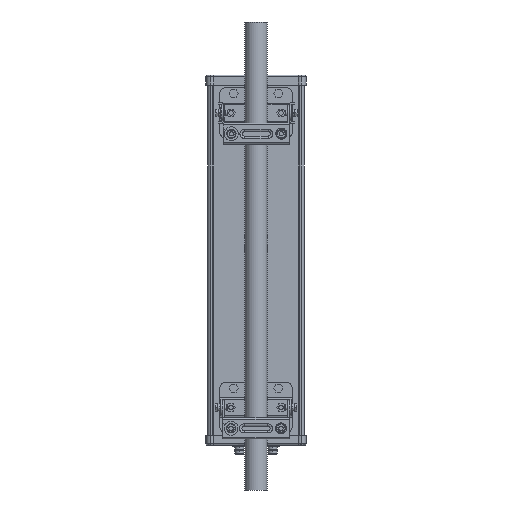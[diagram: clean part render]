
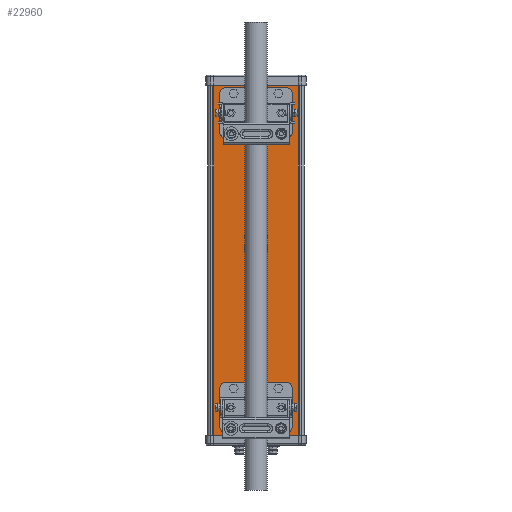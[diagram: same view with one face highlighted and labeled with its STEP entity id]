
A CAD part, front view. The second image highlights one B-rep face of the part: STEP entity #22960.
In plain terms, the highlighted planar face has unit normal (0, -1, 0).
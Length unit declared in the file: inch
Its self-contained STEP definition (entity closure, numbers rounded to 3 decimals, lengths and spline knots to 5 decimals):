
#3419 = DIRECTION ( 'NONE',  ( 0., 0., 1. ) ) ;
#3562 = FACE_OUTER_BOUND ( 'NONE', #21520, .T. ) ;
#6354 = PLANE ( 'NONE',  #28290 ) ;
#6548 = CARTESIAN_POINT ( 'NONE',  ( -2.9909, -1.56567, 32.67717 ) ) ;
#6754 = CARTESIAN_POINT ( 'NONE',  ( 2.9909, -1.56567, 6.69291 ) ) ;
#7606 = EDGE_CURVE ( 'NONE', #17028, #22618, #29626, .T. ) ;
#9422 = DIRECTION ( 'NONE',  ( 0., 0., -1. ) ) ;
#9680 = LINE ( 'NONE', #34789, #36996 ) ;
#10117 = VECTOR ( 'NONE', #3419, 39.37008 ) ;
#12372 = CARTESIAN_POINT ( 'NONE',  ( -2.9909, -1.56567, 32.67717 ) ) ;
#12675 = DIRECTION ( 'NONE',  ( 1., 0., 0. ) ) ;
#12780 = CARTESIAN_POINT ( 'NONE',  ( 2.9909, -1.56567, 32.67717 ) ) ;
#12960 = ORIENTED_EDGE ( 'NONE', *, *, #7606, .F. ) ;
#13063 = VECTOR ( 'NONE', #21022, 39.37008 ) ;
#15512 = DIRECTION ( 'NONE',  ( 0., 1., 0. ) ) ;
#15692 = DIRECTION ( 'NONE',  ( -1., 0., 0. ) ) ;
#17028 = VERTEX_POINT ( 'NONE', #32972 ) ;
#17801 = EDGE_CURVE ( 'NONE', #20922, #17028, #9680, .T. ) ;
#18673 = EDGE_CURVE ( 'NONE', #22618, #26126, #29076, .T. ) ;
#19230 = CARTESIAN_POINT ( 'NONE',  ( -2.9909, -1.56567, 6.69291 ) ) ;
#20922 = VERTEX_POINT ( 'NONE', #25600 ) ;
#21022 = DIRECTION ( 'NONE',  ( -1., 0., 0. ) ) ;
#21520 = EDGE_LOOP ( 'NONE', ( #12960, #29977, #32055, #36788 ) ) ;
#22618 = VERTEX_POINT ( 'NONE', #6754 ) ;
#22960 = ADVANCED_FACE ( 'NONE', ( #3562 ), #6354, .F. ) ;
#23290 = CARTESIAN_POINT ( 'NONE',  ( -2.9909, -1.56567, 6.69291 ) ) ;
#23581 = VECTOR ( 'NONE', #9422, 39.37008 ) ;
#25600 = CARTESIAN_POINT ( 'NONE',  ( -2.9909, -1.56567, 32.67717 ) ) ;
#26126 = VERTEX_POINT ( 'NONE', #19230 ) ;
#28290 = AXIS2_PLACEMENT_3D ( 'NONE', #6548, #15512, #15692 ) ;
#29076 = LINE ( 'NONE', #23290, #13063 ) ;
#29626 = LINE ( 'NONE', #12780, #23581 ) ;
#29977 = ORIENTED_EDGE ( 'NONE', *, *, #17801, .F. ) ;
#31531 = EDGE_CURVE ( 'NONE', #26126, #20922, #32234, .T. ) ;
#32055 = ORIENTED_EDGE ( 'NONE', *, *, #31531, .F. ) ;
#32234 = LINE ( 'NONE', #12372, #10117 ) ;
#32972 = CARTESIAN_POINT ( 'NONE',  ( 2.9909, -1.56567, 32.67717 ) ) ;
#34789 = CARTESIAN_POINT ( 'NONE',  ( -2.9909, -1.56567, 32.67717 ) ) ;
#36788 = ORIENTED_EDGE ( 'NONE', *, *, #18673, .F. ) ;
#36996 = VECTOR ( 'NONE', #12675, 39.37008 ) ;
